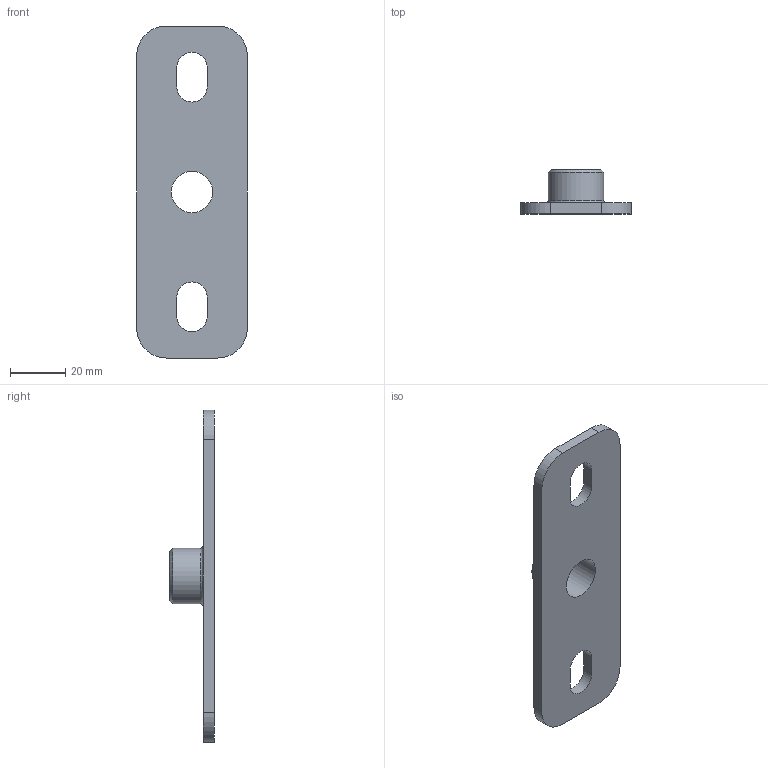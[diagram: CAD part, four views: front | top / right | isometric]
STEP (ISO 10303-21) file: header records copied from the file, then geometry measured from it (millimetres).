
FILE_DESCRIPTION(/* description */ (''),/* implementation_level */ '2;1');
FILE_NAME(/* name */ '3D_R173-N-4404-DN10_17331100.stp',/* time_stamp */ '2021-07-27T10:20:53+02:00',/* author */ ('cad'),/* organization */ (''),/* preprocessor_version */ 'ST-DEVELOPER v18.1',/* originating_system */ 'Autodesk Inventor 2022',/* authorisation */ '');
FILE_SCHEMA (('AUTOMOTIVE_DESIGN { 1 0 10303 214 3 1 1 }'));
Length unit declared in the file: millimetre
Products named in the file (1): 3D_R173-N-DN10
Bounding box: 40 x 16 x 120 mm (x, y, z)
Volume: 18347.1 mm3; surface area: 11371.6 mm2
Topology: 1 solids, 1 shells, 24 faces, 63 edges, 42 vertices
Faces by surface type: plane 11, cylinder 10, cone 2, torus 1
Full cylindrical faces by diameter (mm): 14.95 x1, 20 x1
Entity records: 807 total; most frequent: DIRECTION 140, CARTESIAN_POINT 130, ORIENTED_EDGE 126, EDGE_CURVE 63, AXIS2_PLACEMENT_3D 52, VERTEX_POINT 42, LINE 36, VECTOR 36
